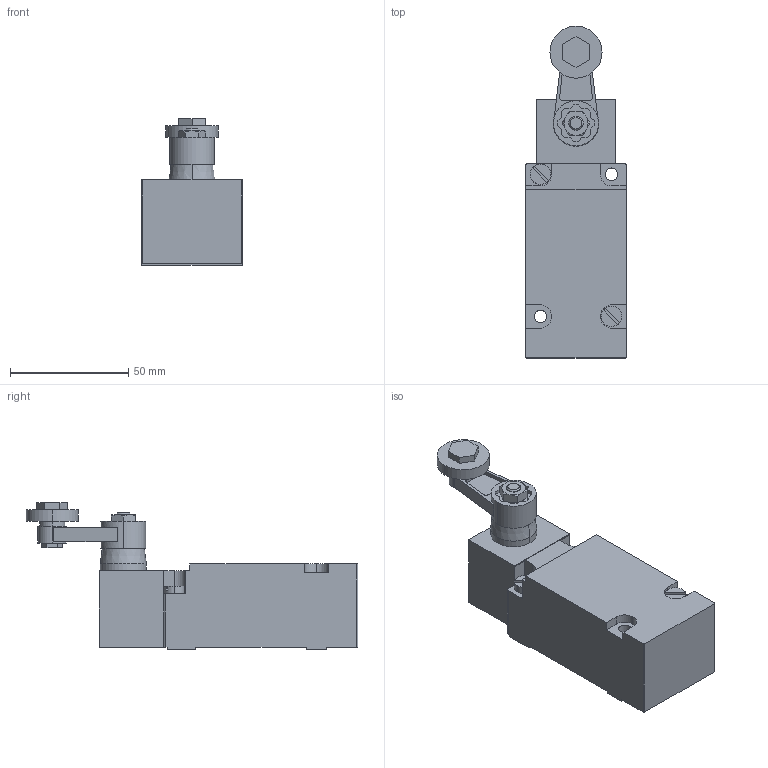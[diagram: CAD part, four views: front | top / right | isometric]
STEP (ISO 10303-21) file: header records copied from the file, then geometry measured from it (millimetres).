
FILE_DESCRIPTION(('STEP AP242'),'1');
FILE_NAME('switch_xckj110511h29_ext.stp','2020-02-03T16:11:47',('TraceParts'),('TraceParts S.A.'),'Spatial InterOp 3D',' ',' ');
FILE_SCHEMA(('AP242_MANAGED_MODEL_BASED_3D_ENGINEERING_MIM_LF {1 0 10303 442 1 1 4}'));
Length unit declared in the file: millimetre
Products named in the file (1): switch_xckj110511h29_ext_1
Bounding box: 42.49 x 140 x 62 mm (x, y, z)
Volume: 157880.8 mm3; surface area: 25710.1 mm2
Topology: 2 solids, 2 shells, 214 faces, 560 edges, 366 vertices
Faces by surface type: plane 147, cylinder 47, cone 20
Entity records: 6591 total; most frequent: CARTESIAN_POINT 1238, ORIENTED_EDGE 1120, DIRECTION 1096, EDGE_CURVE 560, LINE 408, VECTOR 408, VERTEX_POINT 366, AXIS2_PLACEMENT_3D 344
